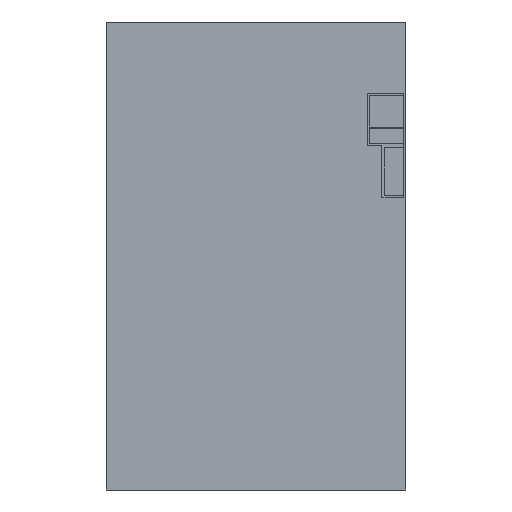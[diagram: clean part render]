
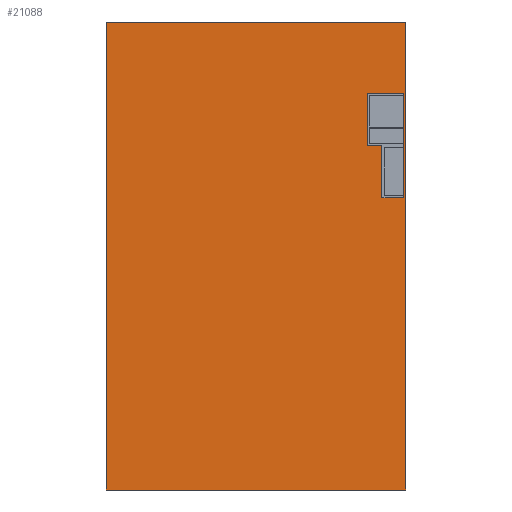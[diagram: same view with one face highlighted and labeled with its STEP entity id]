
A CAD part, front view. The second image highlights one B-rep face of the part: STEP entity #21088.
In plain terms, the highlighted planar face has unit normal (0, -1, 0).
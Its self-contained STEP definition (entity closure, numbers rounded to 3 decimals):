
#1251=FACE_BOUND('',#3510,.T.);
#2263=FACE_OUTER_BOUND('',#3509,.T.);
#3509=EDGE_LOOP('',(#18024,#18025,#18026,#18027));
#3510=EDGE_LOOP('',(#18028,#18029,#18030,#18031,#18032,#18033));
#4052=LINE('',#29375,#6173);
#5626=LINE('',#37488,#7747);
#5630=LINE('',#37494,#7751);
#5633=LINE('',#37498,#7754);
#5635=LINE('',#37502,#7756);
#5638=LINE('',#37506,#7759);
#5643=LINE('',#37517,#7764);
#5644=LINE('',#37519,#7765);
#5645=LINE('',#37521,#7766);
#5646=LINE('',#37522,#7767);
#6173=VECTOR('',#23717,10.);
#7747=VECTOR('',#28085,10.);
#7751=VECTOR('',#28091,10.);
#7754=VECTOR('',#28096,10.);
#7756=VECTOR('',#28100,10.);
#7759=VECTOR('',#28105,10.);
#7764=VECTOR('',#28114,10.);
#7765=VECTOR('',#28115,10.);
#7766=VECTOR('',#28116,10.);
#7767=VECTOR('',#28117,10.);
#8136=VERTEX_POINT('',#29372);
#8137=VERTEX_POINT('',#29374);
#9612=VERTEX_POINT('',#37486);
#9613=VERTEX_POINT('',#37487);
#9614=VERTEX_POINT('',#37493);
#9615=VERTEX_POINT('',#37501);
#9618=VERTEX_POINT('',#37515);
#9619=VERTEX_POINT('',#37516);
#9620=VERTEX_POINT('',#37518);
#9621=VERTEX_POINT('',#37520);
#10182=EDGE_CURVE('',#8137,#8136,#4052,.T.);
#12437=EDGE_CURVE('',#9612,#9613,#5626,.T.);
#12441=EDGE_CURVE('',#9613,#9614,#5630,.T.);
#12444=EDGE_CURVE('',#9614,#8137,#5633,.T.);
#12446=EDGE_CURVE('',#8136,#9615,#5635,.T.);
#12449=EDGE_CURVE('',#9615,#9612,#5638,.T.);
#12454=EDGE_CURVE('',#9618,#9619,#5643,.T.);
#12455=EDGE_CURVE('',#9619,#9620,#5644,.T.);
#12456=EDGE_CURVE('',#9620,#9621,#5645,.T.);
#12457=EDGE_CURVE('',#9621,#9618,#5646,.T.);
#18024=ORIENTED_EDGE('',*,*,#12454,.T.);
#18025=ORIENTED_EDGE('',*,*,#12455,.T.);
#18026=ORIENTED_EDGE('',*,*,#12456,.T.);
#18027=ORIENTED_EDGE('',*,*,#12457,.T.);
#18028=ORIENTED_EDGE('',*,*,#12437,.T.);
#18029=ORIENTED_EDGE('',*,*,#12441,.T.);
#18030=ORIENTED_EDGE('',*,*,#12444,.T.);
#18031=ORIENTED_EDGE('',*,*,#10182,.T.);
#18032=ORIENTED_EDGE('',*,*,#12446,.T.);
#18033=ORIENTED_EDGE('',*,*,#12449,.T.);
#19023=PLANE('',#22736);
#21088=ADVANCED_FACE('',(#2263,#1251),#19023,.T.);
#22736=AXIS2_PLACEMENT_3D('',#37514,#28112,#28113);
#23717=DIRECTION('',(0.,0.,-1.));
#28085=DIRECTION('',(-1.,0.,0.));
#28091=DIRECTION('',(0.,0.,1.));
#28096=DIRECTION('',(1.,0.,0.));
#28100=DIRECTION('',(-1.,0.,0.));
#28105=DIRECTION('',(0.,0.,1.));
#28112=DIRECTION('center_axis',(0.,-1.,0.));
#28113=DIRECTION('ref_axis',(0.,0.,-1.));
#28114=DIRECTION('',(-1.,0.,0.));
#28115=DIRECTION('',(0.,0.,-1.));
#28116=DIRECTION('',(1.,0.,0.));
#28117=DIRECTION('',(0.,0.,1.));
#29372=CARTESIAN_POINT('',(0.,-100.,-7988.));
#29374=CARTESIAN_POINT('',(0.,-100.,-3178.));
#29375=CARTESIAN_POINT('',(0.,-100.,-9332.));
#37486=CARTESIAN_POINT('',(-1000.,-100.,-5588.));
#37487=CARTESIAN_POINT('',(-1670.,-100.,-5588.));
#37488=CARTESIAN_POINT('',(-4234.25,-100.,-5588.));
#37493=CARTESIAN_POINT('',(-1670.,-100.,-3178.));
#37494=CARTESIAN_POINT('',(-1670.,-100.,-6927.));
#37498=CARTESIAN_POINT('',(-3399.25,-100.,-3178.));
#37501=CARTESIAN_POINT('',(-1000.,-100.,-7988.));
#37502=CARTESIAN_POINT('',(-3899.25,-100.,-7988.));
#37506=CARTESIAN_POINT('',(-1000.,-100.,-8132.));
#37514=CARTESIAN_POINT('Origin',(-6798.5,-100.,-10676.));
#37515=CARTESIAN_POINT('',(100.,-100.,100.));
#37516=CARTESIAN_POINT('',(-13697.,-100.,100.));
#37517=CARTESIAN_POINT('',(-13697.,-100.,100.));
#37518=CARTESIAN_POINT('',(-13697.,-100.,-21452.));
#37519=CARTESIAN_POINT('',(-13697.,-100.,-21452.));
#37520=CARTESIAN_POINT('',(100.,-100.,-21452.));
#37521=CARTESIAN_POINT('',(100.,-100.,-21452.));
#37522=CARTESIAN_POINT('',(100.,-100.,100.));
